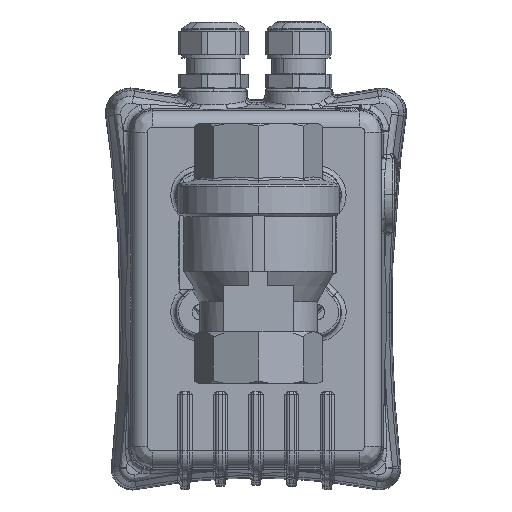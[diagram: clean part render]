
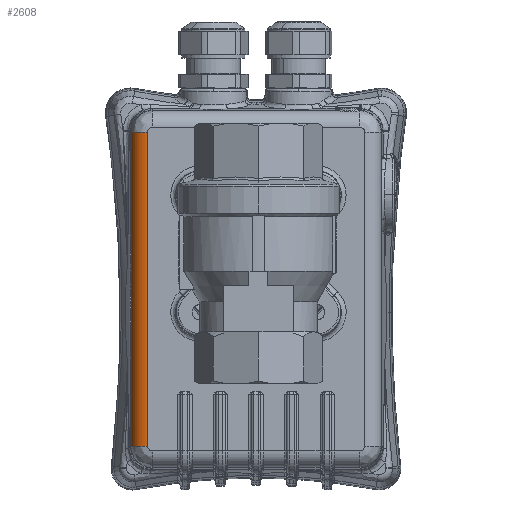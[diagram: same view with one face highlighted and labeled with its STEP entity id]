
A CAD part, front view. The second image highlights one B-rep face of the part: STEP entity #2608.
In plain terms, the highlighted cylindrical face has radius 7 mm (diameter 14 mm), a partial arc.
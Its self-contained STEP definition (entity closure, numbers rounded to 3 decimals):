
#2481 = CARTESIAN_POINT ( 'NONE',  ( -53.747, 59.128, -81.249 ) ) ;
#2608 = ADVANCED_FACE ( 'NONE', ( #31113 ), #60636, .T. ) ;
#3740 = DIRECTION ( 'NONE',  ( 0., 1., 0. ) ) ;
#8993 = CARTESIAN_POINT ( 'NONE',  ( -46.748, 52.25, -81.249 ) ) ;
#14156 = CARTESIAN_POINT ( 'NONE',  ( -53.747, 59.128, 51.249 ) ) ;
#16669 = VERTEX_POINT ( 'NONE', #8993 ) ;
#18255 = CARTESIAN_POINT ( 'NONE',  ( -46.748, 59.25, -91. ) ) ;
#18721 = CARTESIAN_POINT ( 'NONE',  ( -46.748, 59.25, 51.249 ) ) ;
#19213 = AXIS2_PLACEMENT_3D ( 'NONE', #18255, #26900, #80422 ) ;
#26900 = DIRECTION ( 'NONE',  ( 0., 0., -1. ) ) ;
#27760 = DIRECTION ( 'NONE',  ( 0., 0., -1. ) ) ;
#31113 = FACE_OUTER_BOUND ( 'NONE', #106478, .T. ) ;
#33284 = EDGE_CURVE ( 'NONE', #80550, #65835, #105988, .T. ) ;
#35593 = ORIENTED_EDGE ( 'NONE', *, *, #48234, .T. ) ;
#37221 = CARTESIAN_POINT ( 'NONE',  ( -46.748, 52.25, 51.249 ) ) ;
#43266 = AXIS2_PLACEMENT_3D ( 'NONE', #18721, #86953, #3740 ) ;
#44280 = CARTESIAN_POINT ( 'NONE',  ( -53.747, 59.128, -91. ) ) ;
#48234 = EDGE_CURVE ( 'NONE', #65835, #62218, #90241, .T. ) ;
#50818 = CIRCLE ( 'NONE', #79919, 7. ) ;
#53138 = CARTESIAN_POINT ( 'NONE',  ( -46.748, 52.25, -91. ) ) ;
#60183 = EDGE_CURVE ( 'NONE', #16669, #62218, #50818, .T. ) ;
#60636 = CYLINDRICAL_SURFACE ( 'NONE', #19213, 7. ) ;
#62218 = VERTEX_POINT ( 'NONE', #2481 ) ;
#63168 = VECTOR ( 'NONE', #97431, 1000. ) ;
#65835 = VERTEX_POINT ( 'NONE', #14156 ) ;
#71420 = VECTOR ( 'NONE', #27760, 1000. ) ;
#79919 = AXIS2_PLACEMENT_3D ( 'NONE', #102393, #110661, #85459 ) ;
#80422 = DIRECTION ( 'NONE',  ( 0., 1., 0. ) ) ;
#80550 = VERTEX_POINT ( 'NONE', #37221 ) ;
#82744 = EDGE_CURVE ( 'NONE', #80550, #16669, #108874, .T. ) ;
#84450 = ORIENTED_EDGE ( 'NONE', *, *, #60183, .F. ) ;
#85459 = DIRECTION ( 'NONE',  ( -1., 0., 0. ) ) ;
#86953 = DIRECTION ( 'NONE',  ( 0., 0., -1. ) ) ;
#90241 = LINE ( 'NONE', #44280, #71420 ) ;
#97431 = DIRECTION ( 'NONE',  ( 0., 0., -1. ) ) ;
#102393 = CARTESIAN_POINT ( 'NONE',  ( -46.748, 59.25, -81.249 ) ) ;
#105988 = CIRCLE ( 'NONE', #43266, 7. ) ;
#106478 = EDGE_LOOP ( 'NONE', ( #35593, #84450, #108334, #110642 ) ) ;
#108334 = ORIENTED_EDGE ( 'NONE', *, *, #82744, .F. ) ;
#108874 = LINE ( 'NONE', #53138, #63168 ) ;
#110642 = ORIENTED_EDGE ( 'NONE', *, *, #33284, .T. ) ;
#110661 = DIRECTION ( 'NONE',  ( 0., 0., -1. ) ) ;
